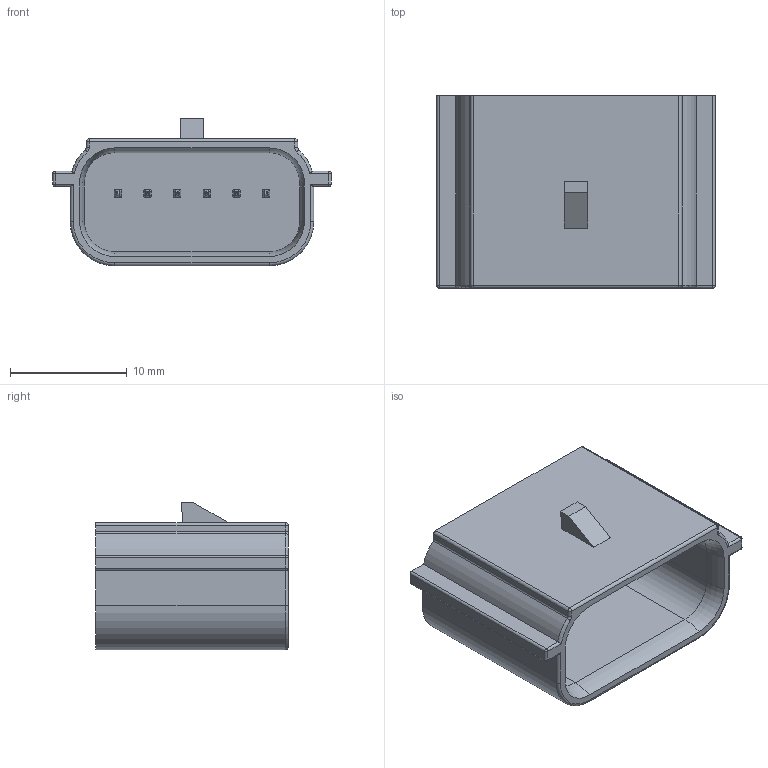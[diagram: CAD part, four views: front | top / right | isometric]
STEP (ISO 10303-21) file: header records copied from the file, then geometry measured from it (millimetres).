
FILE_DESCRIPTION(('CoCreate Modeling STEP Export'),'2;1');
FILE_NAME('CM-064-S-006-1-A02.stp','2012-01-27T12:46:14',(''),(''),'CoCreate Modeling STEP processor for AP214 (Solid Model)','CoCreate Modeling 17.0B 09-Oct-2010 (C) Parametric Technology GmbH','');
FILE_SCHEMA(('AUTOMOTIVE_DESIGN { 1 0 10303 214 1 1 1 1 }'));
Length unit declared in the file: millimetre
Products named in the file (2): CM-064-S-006-1-A02
Assembly tree (1 placements, depth 2):
  CM-064-S-006-1-A02
    CM-064-S-006-1-A02
Bounding box: 23.87 x 16.5 x 12.65 mm (x, y, z)
Volume: 1594.8 mm3; surface area: 2273.5 mm2
Topology: 1 solids, 1 shells, 222 faces, 530 edges, 318 vertices
Faces by surface type: cylinder 104, plane 78, bspline 24, torus 10, sphere 6
Entity records: 10965 total; most frequent: CARTESIAN_POINT 6022, ORIENTED_EDGE 1060, DIRECTION 974, EDGE_CURVE 530, AXIS2_PLACEMENT_3D 344, VERTEX_POINT 318, VECTOR 286, LINE 286
